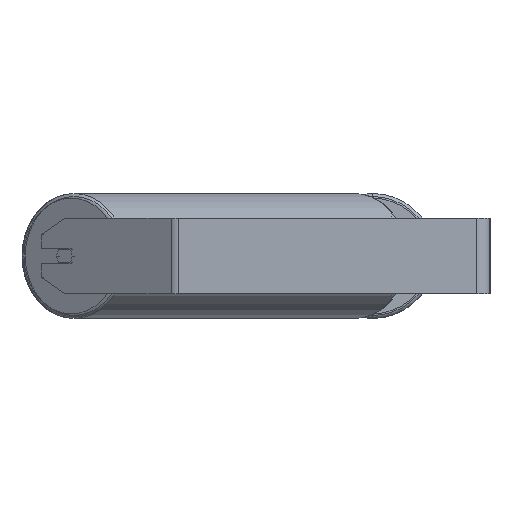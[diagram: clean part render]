
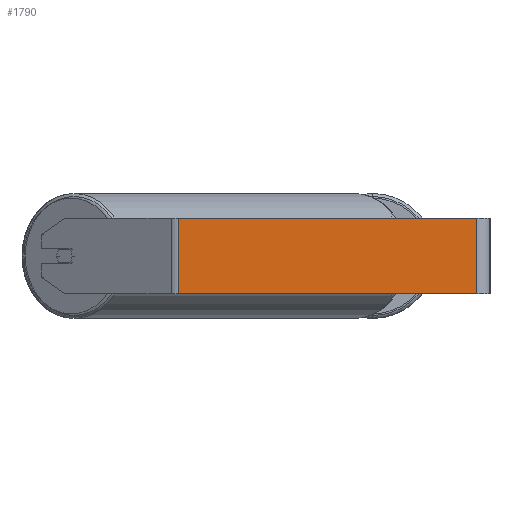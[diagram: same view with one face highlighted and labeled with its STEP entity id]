
A CAD part, left-side view. The second image highlights one B-rep face of the part: STEP entity #1790.
In plain terms, the highlighted planar face has unit normal (-1, 0, 0).
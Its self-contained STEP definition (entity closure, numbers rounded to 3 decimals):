
#132 = LINE ( 'NONE', #4810, #2315 ) ;
#266 = CARTESIAN_POINT ( 'NONE',  ( -840., 331.009, -40. ) ) ;
#320 = CARTESIAN_POINT ( 'NONE',  ( -840., 331.009, 40. ) ) ;
#420 = VECTOR ( 'NONE', #6495, 1000. ) ;
#835 = EDGE_CURVE ( 'NONE', #3063, #7121, #1806, .T. ) ;
#986 = EDGE_LOOP ( 'NONE', ( #2936, #4723, #2106, #5369 ) ) ;
#1677 = VECTOR ( 'NONE', #5363, 1000. ) ;
#1790 = ADVANCED_FACE ( 'NONE', ( #4740 ), #4826, .F. ) ;
#1806 = LINE ( 'NONE', #3807, #420 ) ;
#2106 = ORIENTED_EDGE ( 'NONE', *, *, #2934, .F. ) ;
#2315 = VECTOR ( 'NONE', #4146, 1000. ) ;
#2927 = DIRECTION ( 'NONE',  ( 0., 0., -1. ) ) ;
#2934 = EDGE_CURVE ( 'NONE', #8115, #8021, #132, .T. ) ;
#2936 = ORIENTED_EDGE ( 'NONE', *, *, #835, .T. ) ;
#3063 = VERTEX_POINT ( 'NONE', #266 ) ;
#3509 = VECTOR ( 'NONE', #4169, 1000. ) ;
#3511 = CARTESIAN_POINT ( 'NONE',  ( -840., 14., 40. ) ) ;
#3807 = CARTESIAN_POINT ( 'NONE',  ( -840., 335.424, -40. ) ) ;
#3818 = CARTESIAN_POINT ( 'NONE',  ( -840., 14., -40. ) ) ;
#4146 = DIRECTION ( 'NONE',  ( 0., -1., 0. ) ) ;
#4169 = DIRECTION ( 'NONE',  ( 0., 0., -1. ) ) ;
#4262 = LINE ( 'NONE', #6919, #3509 ) ;
#4723 = ORIENTED_EDGE ( 'NONE', *, *, #8027, .F. ) ;
#4740 = FACE_OUTER_BOUND ( 'NONE', #986, .T. ) ;
#4810 = CARTESIAN_POINT ( 'NONE',  ( -840., 335.424, 40. ) ) ;
#4826 = PLANE ( 'NONE',  #5411 ) ;
#5363 = DIRECTION ( 'NONE',  ( 0., 0., -1. ) ) ;
#5369 = ORIENTED_EDGE ( 'NONE', *, *, #8180, .T. ) ;
#5411 = AXIS2_PLACEMENT_3D ( 'NONE', #6280, #5494, #2927 ) ;
#5494 = DIRECTION ( 'NONE',  ( 1., 0., 0. ) ) ;
#6280 = CARTESIAN_POINT ( 'NONE',  ( -840., 335.424, 40. ) ) ;
#6495 = DIRECTION ( 'NONE',  ( 0., -1., 0. ) ) ;
#6919 = CARTESIAN_POINT ( 'NONE',  ( -840., 14., 40. ) ) ;
#7121 = VERTEX_POINT ( 'NONE', #3818 ) ;
#7304 = CARTESIAN_POINT ( 'NONE',  ( -840., 331.009, 40. ) ) ;
#7393 = LINE ( 'NONE', #7304, #1677 ) ;
#8021 = VERTEX_POINT ( 'NONE', #3511 ) ;
#8027 = EDGE_CURVE ( 'NONE', #8021, #7121, #4262, .T. ) ;
#8115 = VERTEX_POINT ( 'NONE', #320 ) ;
#8180 = EDGE_CURVE ( 'NONE', #8115, #3063, #7393, .T. ) ;
